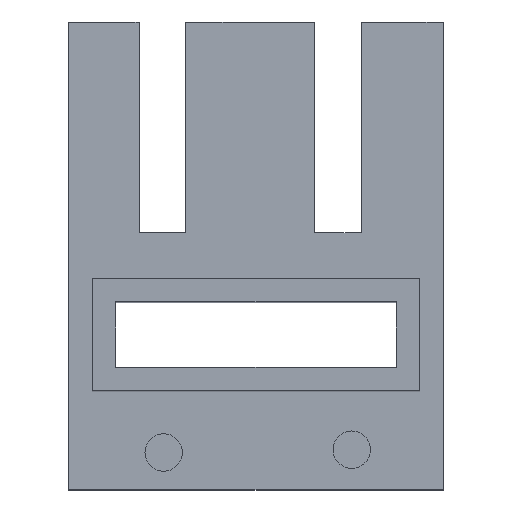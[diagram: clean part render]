
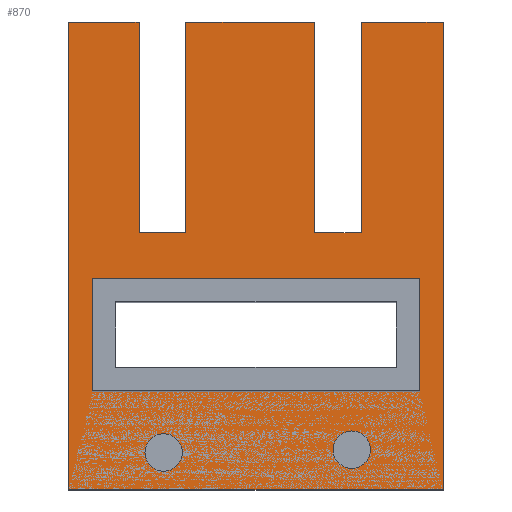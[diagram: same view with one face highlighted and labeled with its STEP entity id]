
A CAD part, top view. The second image highlights one B-rep face of the part: STEP entity #870.
In plain terms, the highlighted planar face has unit normal (0, 0, 1).
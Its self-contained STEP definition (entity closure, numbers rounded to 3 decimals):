
#17=FACE_BOUND('',#137,.T.);
#18=FACE_BOUND('',#138,.T.);
#19=FACE_BOUND('',#139,.T.);
#44=PLANE('',#936);
#89=FACE_OUTER_BOUND('',#136,.T.);
#136=EDGE_LOOP('',(#680,#681,#682,#683,#684,#685,#686,#687,#688,#689,#690,
#691));
#137=EDGE_LOOP('',(#692));
#138=EDGE_LOOP('',(#693,#694,#695,#696));
#139=EDGE_LOOP('',(#697));
#179=LINE('',#1207,#291);
#182=LINE('',#1213,#294);
#185=LINE('',#1219,#297);
#188=LINE('',#1223,#300);
#192=LINE('',#1237,#304);
#195=LINE('',#1243,#307);
#198=LINE('',#1249,#310);
#201=LINE('',#1255,#313);
#204=LINE('',#1261,#316);
#207=LINE('',#1267,#319);
#210=LINE('',#1273,#322);
#213=LINE('',#1279,#325);
#216=LINE('',#1285,#328);
#219=LINE('',#1291,#331);
#222=LINE('',#1297,#334);
#225=LINE('',#1301,#337);
#291=VECTOR('',#982,10.);
#294=VECTOR('',#987,10.);
#297=VECTOR('',#992,10.);
#300=VECTOR('',#997,10.);
#304=VECTOR('',#1009,10.);
#307=VECTOR('',#1014,10.);
#310=VECTOR('',#1019,10.);
#313=VECTOR('',#1024,10.);
#316=VECTOR('',#1029,10.);
#319=VECTOR('',#1034,10.);
#322=VECTOR('',#1039,10.);
#325=VECTOR('',#1044,10.);
#328=VECTOR('',#1049,10.);
#331=VECTOR('',#1054,10.);
#334=VECTOR('',#1059,10.);
#337=VECTOR('',#1064,10.);
#400=CIRCLE('',#915,5.08);
#402=CIRCLE('',#922,5.08);
#408=VERTEX_POINT('',#1195);
#412=VERTEX_POINT('',#1204);
#413=VERTEX_POINT('',#1206);
#415=VERTEX_POINT('',#1212);
#417=VERTEX_POINT('',#1218);
#418=VERTEX_POINT('',#1225);
#422=VERTEX_POINT('',#1234);
#423=VERTEX_POINT('',#1236);
#425=VERTEX_POINT('',#1242);
#427=VERTEX_POINT('',#1248);
#429=VERTEX_POINT('',#1254);
#431=VERTEX_POINT('',#1260);
#433=VERTEX_POINT('',#1266);
#435=VERTEX_POINT('',#1272);
#437=VERTEX_POINT('',#1278);
#439=VERTEX_POINT('',#1284);
#441=VERTEX_POINT('',#1290);
#443=VERTEX_POINT('',#1296);
#488=EDGE_CURVE('',#408,#408,#400,.T.);
#493=EDGE_CURVE('',#413,#412,#179,.T.);
#496=EDGE_CURVE('',#415,#413,#182,.T.);
#499=EDGE_CURVE('',#417,#415,#185,.T.);
#502=EDGE_CURVE('',#412,#417,#188,.T.);
#503=EDGE_CURVE('',#418,#418,#402,.T.);
#508=EDGE_CURVE('',#423,#422,#192,.T.);
#511=EDGE_CURVE('',#425,#423,#195,.T.);
#514=EDGE_CURVE('',#427,#425,#198,.T.);
#517=EDGE_CURVE('',#429,#427,#201,.T.);
#520=EDGE_CURVE('',#431,#429,#204,.T.);
#523=EDGE_CURVE('',#433,#431,#207,.T.);
#526=EDGE_CURVE('',#435,#433,#210,.T.);
#529=EDGE_CURVE('',#437,#435,#213,.T.);
#532=EDGE_CURVE('',#439,#437,#216,.T.);
#535=EDGE_CURVE('',#441,#439,#219,.T.);
#538=EDGE_CURVE('',#443,#441,#222,.T.);
#541=EDGE_CURVE('',#422,#443,#225,.T.);
#680=ORIENTED_EDGE('',*,*,#541,.T.);
#681=ORIENTED_EDGE('',*,*,#538,.T.);
#682=ORIENTED_EDGE('',*,*,#535,.T.);
#683=ORIENTED_EDGE('',*,*,#532,.T.);
#684=ORIENTED_EDGE('',*,*,#529,.T.);
#685=ORIENTED_EDGE('',*,*,#526,.T.);
#686=ORIENTED_EDGE('',*,*,#523,.T.);
#687=ORIENTED_EDGE('',*,*,#520,.T.);
#688=ORIENTED_EDGE('',*,*,#517,.T.);
#689=ORIENTED_EDGE('',*,*,#514,.T.);
#690=ORIENTED_EDGE('',*,*,#511,.T.);
#691=ORIENTED_EDGE('',*,*,#508,.T.);
#692=ORIENTED_EDGE('',*,*,#503,.T.);
#693=ORIENTED_EDGE('',*,*,#502,.T.);
#694=ORIENTED_EDGE('',*,*,#499,.T.);
#695=ORIENTED_EDGE('',*,*,#496,.T.);
#696=ORIENTED_EDGE('',*,*,#493,.T.);
#697=ORIENTED_EDGE('',*,*,#488,.T.);
#870=ADVANCED_FACE('',(#89,#17,#18,#19),#44,.T.);
#915=AXIS2_PLACEMENT_3D('',#1196,#973,#974);
#922=AXIS2_PLACEMENT_3D('',#1226,#1000,#1001);
#936=AXIS2_PLACEMENT_3D('',#1302,#1065,#1066);
#973=DIRECTION('center_axis',(0.,0.,-1.));
#974=DIRECTION('ref_axis',(1.,0.,0.));
#982=DIRECTION('',(0.,-1.,0.));
#987=DIRECTION('',(1.,0.,0.));
#992=DIRECTION('',(0.,1.,0.));
#997=DIRECTION('',(-1.,0.,0.));
#1000=DIRECTION('center_axis',(0.,0.,-1.));
#1001=DIRECTION('ref_axis',(1.,0.,0.));
#1009=DIRECTION('',(0.,-1.,0.));
#1014=DIRECTION('',(-1.,0.,0.));
#1019=DIRECTION('',(0.,1.,0.));
#1024=DIRECTION('',(-1.,0.,0.));
#1029=DIRECTION('',(0.,-1.,0.));
#1034=DIRECTION('',(-1.,0.,0.));
#1039=DIRECTION('',(0.,1.,0.));
#1044=DIRECTION('',(-1.,0.,0.));
#1049=DIRECTION('',(0.,-1.,0.));
#1054=DIRECTION('',(-1.,0.,0.));
#1059=DIRECTION('',(0.,1.,0.));
#1064=DIRECTION('',(1.,0.,0.));
#1065=DIRECTION('center_axis',(0.,0.,1.));
#1066=DIRECTION('ref_axis',(1.,0.,0.));
#1195=CARTESIAN_POINT('',(71.704,10.922,6.35));
#1196=CARTESIAN_POINT('Origin',(76.784,10.922,6.35));
#1204=CARTESIAN_POINT('',(95.25,26.67,6.35));
#1206=CARTESIAN_POINT('',(95.25,57.15,6.35));
#1207=CARTESIAN_POINT('',(95.25,57.15,6.35));
#1212=CARTESIAN_POINT('',(6.35,57.15,6.35));
#1213=CARTESIAN_POINT('',(6.35,57.15,6.35));
#1218=CARTESIAN_POINT('',(6.35,26.67,6.35));
#1219=CARTESIAN_POINT('',(6.35,26.67,6.35));
#1223=CARTESIAN_POINT('',(95.25,26.67,6.35));
#1225=CARTESIAN_POINT('',(20.65,10.16,6.35));
#1226=CARTESIAN_POINT('Origin',(25.73,10.16,6.35));
#1234=CARTESIAN_POINT('',(0.,0.,6.35));
#1236=CARTESIAN_POINT('',(0.,127.,6.35));
#1237=CARTESIAN_POINT('',(0.,127.,6.35));
#1242=CARTESIAN_POINT('',(19.05,127.,6.35));
#1243=CARTESIAN_POINT('',(19.05,127.,6.35));
#1248=CARTESIAN_POINT('',(19.05,69.85,6.35));
#1249=CARTESIAN_POINT('',(19.05,69.85,6.35));
#1254=CARTESIAN_POINT('',(31.75,69.85,6.35));
#1255=CARTESIAN_POINT('',(31.75,69.85,6.35));
#1260=CARTESIAN_POINT('',(31.75,127.,6.35));
#1261=CARTESIAN_POINT('',(31.75,127.,6.35));
#1266=CARTESIAN_POINT('',(66.675,127.,6.35));
#1267=CARTESIAN_POINT('',(66.675,127.,6.35));
#1272=CARTESIAN_POINT('',(66.675,69.85,6.35));
#1273=CARTESIAN_POINT('',(66.675,69.85,6.35));
#1278=CARTESIAN_POINT('',(79.375,69.85,6.35));
#1279=CARTESIAN_POINT('',(79.375,69.85,6.35));
#1284=CARTESIAN_POINT('',(79.375,127.,6.35));
#1285=CARTESIAN_POINT('',(79.375,127.,6.35));
#1290=CARTESIAN_POINT('',(101.6,127.,6.35));
#1291=CARTESIAN_POINT('',(101.6,127.,6.35));
#1296=CARTESIAN_POINT('',(101.6,0.,6.35));
#1297=CARTESIAN_POINT('',(101.6,0.,6.35));
#1301=CARTESIAN_POINT('',(0.,0.,6.35));
#1302=CARTESIAN_POINT('Origin',(50.8,63.5,6.35));
